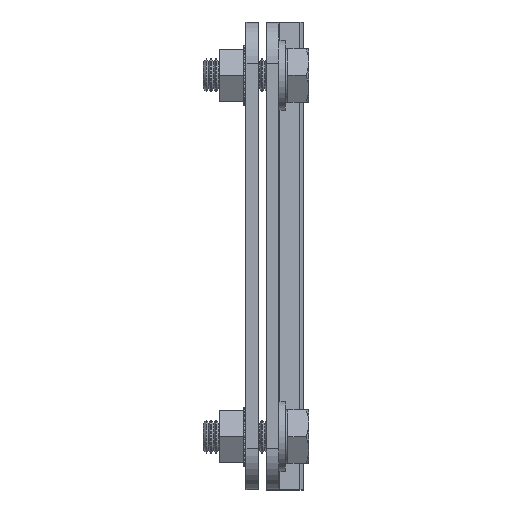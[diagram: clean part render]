
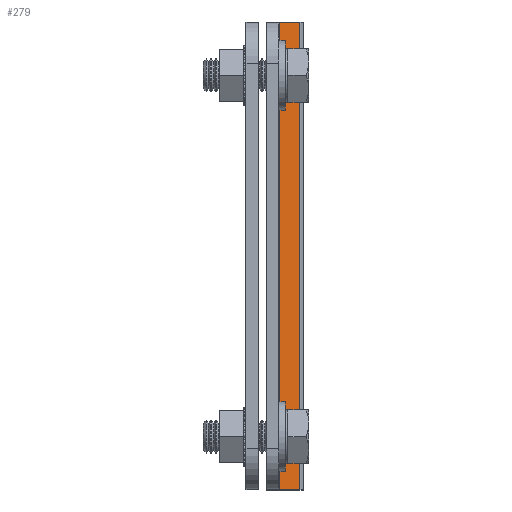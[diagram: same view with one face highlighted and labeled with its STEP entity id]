
A CAD part, left-side view. The second image highlights one B-rep face of the part: STEP entity #279.
In plain terms, the highlighted face is planar.
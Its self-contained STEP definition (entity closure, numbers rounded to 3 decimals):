
#199 = CARTESIAN_POINT ( 'NONE',  ( 57., -0.073, 22.373 ) ) ;
#279 = ADVANCED_FACE ( 'NONE', ( #4856 ), #3415, .T. ) ;
#448 = ORIENTED_EDGE ( 'NONE', *, *, #6288, .T. ) ;
#491 = ORIENTED_EDGE ( 'NONE', *, *, #3757, .F. ) ;
#591 = AXIS2_PLACEMENT_3D ( 'NONE', #199, #7795, #9572 ) ;
#669 = ORIENTED_EDGE ( 'NONE', *, *, #2475, .T. ) ;
#681 = VECTOR ( 'NONE', #1976, 1000. ) ;
#1058 = CARTESIAN_POINT ( 'NONE',  ( 57., -0.073, 22.373 ) ) ;
#1349 = LINE ( 'NONE', #7288, #8359 ) ;
#1976 = DIRECTION ( 'NONE',  ( 0., -0.707, 0.707 ) ) ;
#2329 = DIRECTION ( 'NONE',  ( 0., -0.707, 0.707 ) ) ;
#2475 = EDGE_CURVE ( 'NONE', #8559, #4090, #7165, .T. ) ;
#2835 = VECTOR ( 'NONE', #4184, 1000. ) ;
#3415 = PLANE ( 'NONE',  #591 ) ;
#3757 = EDGE_CURVE ( 'NONE', #8559, #9531, #7005, .T. ) ;
#3824 = CARTESIAN_POINT ( 'NONE',  ( 57., -0.073, 22.373 ) ) ;
#4090 = VERTEX_POINT ( 'NONE', #7027 ) ;
#4184 = DIRECTION ( 'NONE',  ( -1., 0., 0. ) ) ;
#4510 = VERTEX_POINT ( 'NONE', #7947 ) ;
#4526 = VECTOR ( 'NONE', #5532, 1000. ) ;
#4856 = FACE_OUTER_BOUND ( 'NONE', #9088, .T. ) ;
#5386 = EDGE_CURVE ( 'NONE', #9531, #4510, #1349, .T. ) ;
#5532 = DIRECTION ( 'NONE',  ( -1., 0., 0. ) ) ;
#6288 = EDGE_CURVE ( 'NONE', #4090, #4510, #7215, .T. ) ;
#6961 = CARTESIAN_POINT ( 'NONE',  ( 57., -0.073, 22.373 ) ) ;
#7005 = LINE ( 'NONE', #3824, #4526 ) ;
#7027 = CARTESIAN_POINT ( 'NONE',  ( 57., -5.143, 27.443 ) ) ;
#7165 = LINE ( 'NONE', #6961, #681 ) ;
#7215 = LINE ( 'NONE', #9227, #2835 ) ;
#7288 = CARTESIAN_POINT ( 'NONE',  ( -57., -0.073, 22.373 ) ) ;
#7795 = DIRECTION ( 'NONE',  ( 0., -0.707, -0.707 ) ) ;
#7947 = CARTESIAN_POINT ( 'NONE',  ( -57., -5.143, 27.443 ) ) ;
#8359 = VECTOR ( 'NONE', #2329, 1000. ) ;
#8361 = CARTESIAN_POINT ( 'NONE',  ( -57., -0.073, 22.373 ) ) ;
#8559 = VERTEX_POINT ( 'NONE', #1058 ) ;
#8854 = ORIENTED_EDGE ( 'NONE', *, *, #5386, .F. ) ;
#9088 = EDGE_LOOP ( 'NONE', ( #8854, #491, #669, #448 ) ) ;
#9227 = CARTESIAN_POINT ( 'NONE',  ( 57., -5.143, 27.443 ) ) ;
#9531 = VERTEX_POINT ( 'NONE', #8361 ) ;
#9572 = DIRECTION ( 'NONE',  ( 0., 0.707, -0.707 ) ) ;
